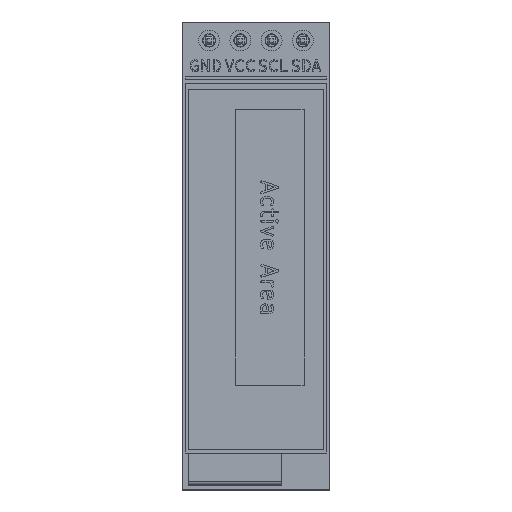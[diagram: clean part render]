
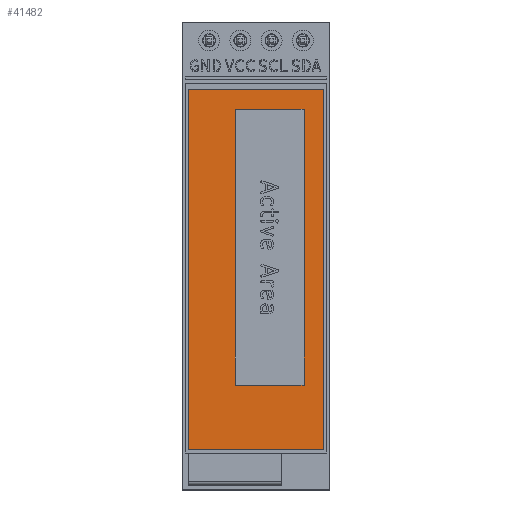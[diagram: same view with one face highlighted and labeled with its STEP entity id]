
A CAD part, top view. The second image highlights one B-rep face of the part: STEP entity #41482.
In plain terms, the highlighted planar face has unit normal (0, 0, 1).
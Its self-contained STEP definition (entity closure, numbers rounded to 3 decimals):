
#41426 = VERTEX_POINT('',#41427);
#41427 = CARTESIAN_POINT('',(9.31,-4.,5.24));
#41433 = EDGE_CURVE('',#41434,#41426,#41436,.T.);
#41434 = VERTEX_POINT('',#41435);
#41435 = CARTESIAN_POINT('',(-1.69,-4.,5.24));
#41436 = LINE('',#41437,#41438);
#41437 = CARTESIAN_POINT('',(-1.69,-4.,5.24));
#41438 = VECTOR('',#41439,1.);
#41439 = DIRECTION('',(1.,0.,0.));
#41482 = ADVANCED_FACE('',(#41483,#41508),#41542,.F.);
#41483 = FACE_BOUND('',#41484,.F.);
#41484 = EDGE_LOOP('',(#41485,#41486,#41494,#41502));
#41485 = ORIENTED_EDGE('',*,*,#41433,.T.);
#41486 = ORIENTED_EDGE('',*,*,#41487,.T.);
#41487 = EDGE_CURVE('',#41426,#41488,#41490,.T.);
#41488 = VERTEX_POINT('',#41489);
#41489 = CARTESIAN_POINT('',(9.31,-33.25,5.24));
#41490 = LINE('',#41491,#41492);
#41491 = CARTESIAN_POINT('',(9.31,-4.,5.24));
#41492 = VECTOR('',#41493,1.);
#41493 = DIRECTION('',(0.,-1.,0.));
#41494 = ORIENTED_EDGE('',*,*,#41495,.F.);
#41495 = EDGE_CURVE('',#41496,#41488,#41498,.T.);
#41496 = VERTEX_POINT('',#41497);
#41497 = CARTESIAN_POINT('',(-1.69,-33.25,5.24));
#41498 = LINE('',#41499,#41500);
#41499 = CARTESIAN_POINT('',(-1.69,-33.25,5.24));
#41500 = VECTOR('',#41501,1.);
#41501 = DIRECTION('',(1.,0.,0.));
#41502 = ORIENTED_EDGE('',*,*,#41503,.F.);
#41503 = EDGE_CURVE('',#41434,#41496,#41504,.T.);
#41504 = LINE('',#41505,#41506);
#41505 = CARTESIAN_POINT('',(-1.69,-4.,5.24));
#41506 = VECTOR('',#41507,1.);
#41507 = DIRECTION('',(0.,-1.,0.));
#41508 = FACE_BOUND('',#41509,.F.);
#41509 = EDGE_LOOP('',(#41510,#41520,#41528,#41536));
#41510 = ORIENTED_EDGE('',*,*,#41511,.T.);
#41511 = EDGE_CURVE('',#41512,#41514,#41516,.T.);
#41512 = VERTEX_POINT('',#41513);
#41513 = CARTESIAN_POINT('',(7.71,-27.984,5.24));
#41514 = VERTEX_POINT('',#41515);
#41515 = CARTESIAN_POINT('',(7.71,-5.6,5.24));
#41516 = LINE('',#41517,#41518);
#41517 = CARTESIAN_POINT('',(7.71,-27.984,5.24));
#41518 = VECTOR('',#41519,1.);
#41519 = DIRECTION('',(0.,1.,0.));
#41520 = ORIENTED_EDGE('',*,*,#41521,.T.);
#41521 = EDGE_CURVE('',#41514,#41522,#41524,.T.);
#41522 = VERTEX_POINT('',#41523);
#41523 = CARTESIAN_POINT('',(2.126,-5.6,5.24));
#41524 = LINE('',#41525,#41526);
#41525 = CARTESIAN_POINT('',(7.71,-5.6,5.24));
#41526 = VECTOR('',#41527,1.);
#41527 = DIRECTION('',(-1.,0.,0.));
#41528 = ORIENTED_EDGE('',*,*,#41529,.T.);
#41529 = EDGE_CURVE('',#41522,#41530,#41532,.T.);
#41530 = VERTEX_POINT('',#41531);
#41531 = CARTESIAN_POINT('',(2.126,-27.984,5.24));
#41532 = LINE('',#41533,#41534);
#41533 = CARTESIAN_POINT('',(2.126,-5.6,5.24));
#41534 = VECTOR('',#41535,1.);
#41535 = DIRECTION('',(0.,-1.,0.));
#41536 = ORIENTED_EDGE('',*,*,#41537,.T.);
#41537 = EDGE_CURVE('',#41530,#41512,#41538,.T.);
#41538 = LINE('',#41539,#41540);
#41539 = CARTESIAN_POINT('',(2.126,-27.984,5.24));
#41540 = VECTOR('',#41541,1.);
#41541 = DIRECTION('',(1.,0.,0.));
#41542 = PLANE('',#41543);
#41543 = AXIS2_PLACEMENT_3D('',#41544,#41545,#41546);
#41544 = CARTESIAN_POINT('',(-1.69,-4.,5.24));
#41545 = DIRECTION('',(0.,0.,-1.));
#41546 = DIRECTION('',(0.,-1.,0.));
